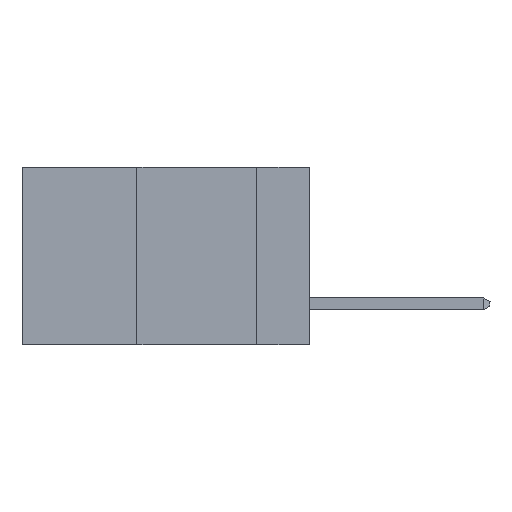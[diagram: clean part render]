
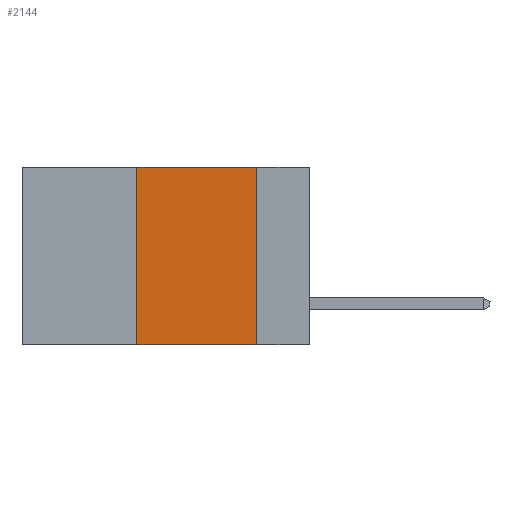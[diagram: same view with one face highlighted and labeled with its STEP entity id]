
A CAD part, left-side view. The second image highlights one B-rep face of the part: STEP entity #2144.
In plain terms, the highlighted planar face has unit normal (-1, 0, 0).
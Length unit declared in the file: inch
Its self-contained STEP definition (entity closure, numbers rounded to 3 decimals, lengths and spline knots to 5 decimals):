
#1849 = VECTOR ( 'NONE', #8273, 39.37008 ) ;
#2144 = ADVANCED_FACE ( 'NONE', ( #18159 ), #25741, .F. ) ;
#2312 = VERTEX_POINT ( 'NONE', #35446 ) ;
#2767 = LINE ( 'NONE', #37314, #1849 ) ;
#4839 = VERTEX_POINT ( 'NONE', #19062 ) ;
#8273 = DIRECTION ( 'NONE',  ( 0., -1., 0. ) ) ;
#9223 = ORIENTED_EDGE ( 'NONE', *, *, #36759, .F. ) ;
#11120 = VERTEX_POINT ( 'NONE', #21210 ) ;
#11281 = LINE ( 'NONE', #19324, #29704 ) ;
#12357 = VECTOR ( 'NONE', #31683, 39.37008 ) ;
#12945 = LINE ( 'NONE', #33405, #20104 ) ;
#13370 = AXIS2_PLACEMENT_3D ( 'NONE', #17182, #20023, #31353 ) ;
#14815 = CARTESIAN_POINT ( 'NONE',  ( 0., 0.36, -0.37 ) ) ;
#17182 = CARTESIAN_POINT ( 'NONE',  ( 0., 0.6, 0. ) ) ;
#18120 = EDGE_CURVE ( 'NONE', #25285, #4839, #25862, .T. ) ;
#18159 = FACE_OUTER_BOUND ( 'NONE', #35109, .T. ) ;
#18901 = ORIENTED_EDGE ( 'NONE', *, *, #31111, .F. ) ;
#19062 = CARTESIAN_POINT ( 'NONE',  ( 0., 0.11, -0.37 ) ) ;
#19324 = CARTESIAN_POINT ( 'NONE',  ( 0., 0.36, 0. ) ) ;
#20023 = DIRECTION ( 'NONE',  ( 1., 0., 0. ) ) ;
#20104 = VECTOR ( 'NONE', #22084, 39.37008 ) ;
#21210 = CARTESIAN_POINT ( 'NONE',  ( 0., 0.36, 0. ) ) ;
#22084 = DIRECTION ( 'NONE',  ( 0., 0., -1. ) ) ;
#22379 = CARTESIAN_POINT ( 'NONE',  ( 0., 0.6, -0.37 ) ) ;
#23691 = EDGE_CURVE ( 'NONE', #2312, #4839, #12945, .T. ) ;
#25285 = VERTEX_POINT ( 'NONE', #14815 ) ;
#25741 = PLANE ( 'NONE',  #13370 ) ;
#25862 = LINE ( 'NONE', #22379, #12357 ) ;
#26031 = ORIENTED_EDGE ( 'NONE', *, *, #18120, .T. ) ;
#28953 = ORIENTED_EDGE ( 'NONE', *, *, #23691, .F. ) ;
#29704 = VECTOR ( 'NONE', #30908, 39.37008 ) ;
#30908 = DIRECTION ( 'NONE',  ( 0., 0., 1. ) ) ;
#31111 = EDGE_CURVE ( 'NONE', #11120, #2312, #2767, .T. ) ;
#31353 = DIRECTION ( 'NONE',  ( 0., 0., -1. ) ) ;
#31683 = DIRECTION ( 'NONE',  ( 0., -1., 0. ) ) ;
#33405 = CARTESIAN_POINT ( 'NONE',  ( 0., 0.11, 0. ) ) ;
#35109 = EDGE_LOOP ( 'NONE', ( #28953, #18901, #9223, #26031 ) ) ;
#35446 = CARTESIAN_POINT ( 'NONE',  ( 0., 0.11, 0. ) ) ;
#36759 = EDGE_CURVE ( 'NONE', #25285, #11120, #11281, .T. ) ;
#37314 = CARTESIAN_POINT ( 'NONE',  ( 0., 0.6, 0. ) ) ;
